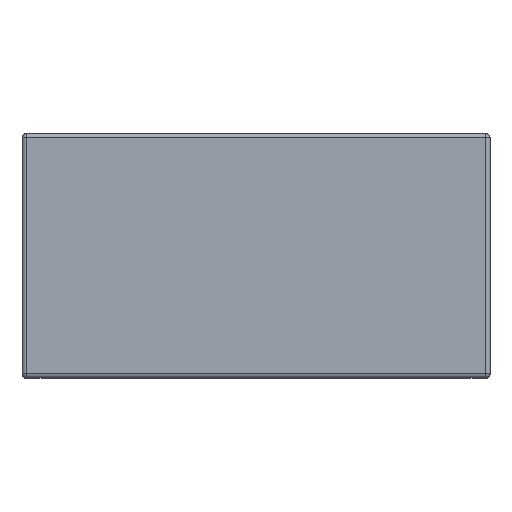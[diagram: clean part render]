
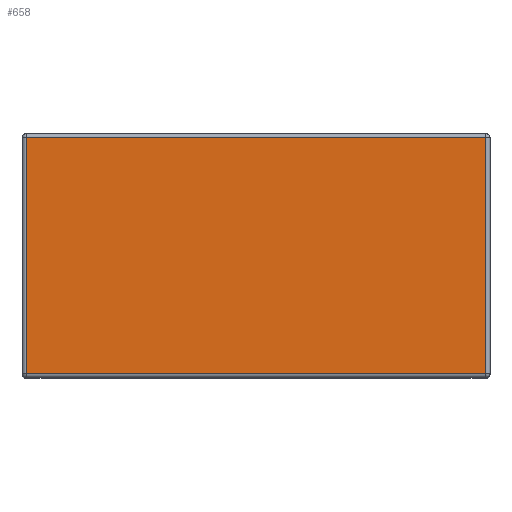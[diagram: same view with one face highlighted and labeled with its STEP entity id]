
A CAD part, top view. The second image highlights one B-rep face of the part: STEP entity #658.
In plain terms, the highlighted planar face has unit normal (0, 0, 1).
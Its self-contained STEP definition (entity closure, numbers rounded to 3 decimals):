
#658 = ADVANCED_FACE( '', ( #1353 ), #1354, .T. );
#1353 = FACE_OUTER_BOUND( '', #2113, .T. );
#1354 = PLANE( '', #2114 );
#2113 = EDGE_LOOP( '', ( #4617, #4618, #4619, #4620 ) );
#2114 = AXIS2_PLACEMENT_3D( '', #4621, #4622, #4623 );
#4617 = ORIENTED_EDGE( '', *, *, #5451, .T. );
#4618 = ORIENTED_EDGE( '', *, *, #5396, .T. );
#4619 = ORIENTED_EDGE( '', *, *, #5217, .T. );
#4620 = ORIENTED_EDGE( '', *, *, #5201, .T. );
#4621 = CARTESIAN_POINT( '', ( -5.75, -3., 4.745 ) );
#4622 = DIRECTION( '', ( 0., 0., 1. ) );
#4623 = DIRECTION( '', ( 1., 0., 0. ) );
#5201 = EDGE_CURVE( '', #6291, #6293, #6295, .T. );
#5217 = EDGE_CURVE( '', #6313, #6291, #6314, .T. );
#5396 = EDGE_CURVE( '', #5924, #6313, #6526, .T. );
#5451 = EDGE_CURVE( '', #6293, #5924, #6583, .T. );
#5924 = VERTEX_POINT( '', #7980 );
#6291 = VERTEX_POINT( '', #9061 );
#6293 = VERTEX_POINT( '', #9063 );
#6295 = LINE( '', #9065, #9066 );
#6313 = VERTEX_POINT( '', #9094 );
#6314 = LINE( '', #9095, #9096 );
#6526 = LINE( '', #9608, #9609 );
#6583 = LINE( '', #9690, #9691 );
#7980 = CARTESIAN_POINT( '', ( 5.65, 2.9, 4.745 ) );
#9061 = CARTESIAN_POINT( '', ( -5.65, -2.9, 4.745 ) );
#9063 = CARTESIAN_POINT( '', ( 5.65, -2.9, 4.745 ) );
#9065 = CARTESIAN_POINT( '', ( 5.75, -2.9, 4.745 ) );
#9066 = VECTOR( '', #9881, 1000. );
#9094 = CARTESIAN_POINT( '', ( -5.65, 2.9, 4.745 ) );
#9095 = CARTESIAN_POINT( '', ( -5.65, -3., 4.745 ) );
#9096 = VECTOR( '', #9892, 1000. );
#9608 = CARTESIAN_POINT( '', ( -5.75, 2.9, 4.745 ) );
#9609 = VECTOR( '', #9964, 1000. );
#9690 = CARTESIAN_POINT( '', ( 5.65, 3., 4.745 ) );
#9691 = VECTOR( '', #9980, 1000. );
#9881 = DIRECTION( '', ( 1., 0., 0. ) );
#9892 = DIRECTION( '', ( 0., -1., 0. ) );
#9964 = DIRECTION( '', ( -1., 0., 0. ) );
#9980 = DIRECTION( '', ( 0., 1., 0. ) );
